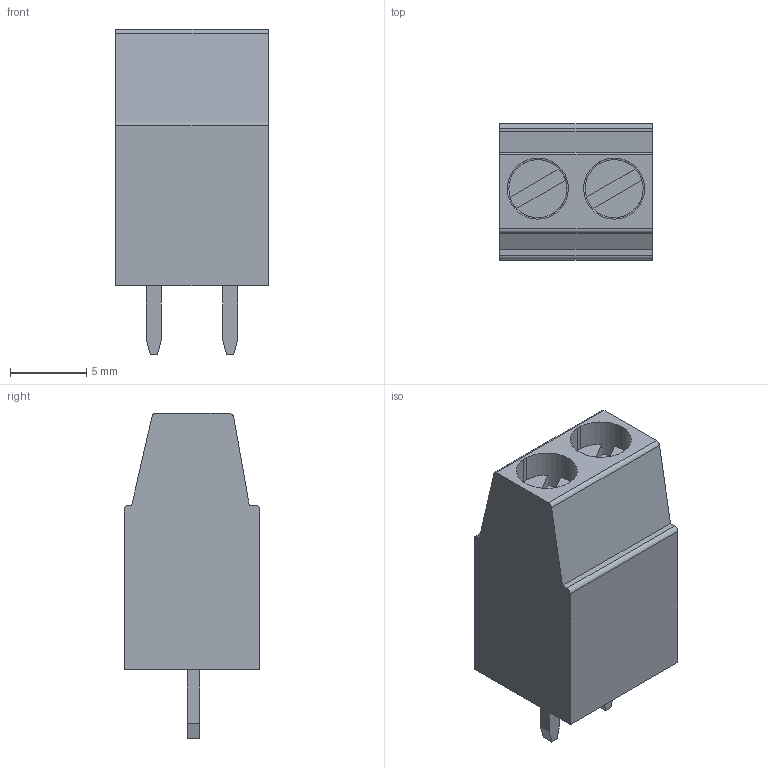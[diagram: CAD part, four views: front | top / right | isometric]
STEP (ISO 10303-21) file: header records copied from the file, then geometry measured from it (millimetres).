
FILE_DESCRIPTION( ( 'STEP AP214' ), '1' );
FILE_NAME( ' ', ' ', ( ' ' ), ( ' ' ), 'PSStep 11.0', 'VISI 17.0', ' ' );
FILE_SCHEMA( ( 'AUTOMOTIVE_DESIGN { 1 0 10303 214 1 1 1 1 }' ) );
Length unit declared in the file: millimetre
Products named in the file (1): 1
Bounding box: 10 x 8.9 x 21.3 mm (x, y, z)
Volume: 1165.8 mm3; surface area: 1118.8 mm2
Topology: 1 solids, 1 shells, 82 faces, 210 edges, 140 vertices
Faces by surface type: plane 68, cylinder 12, cone 2
Full cylindrical faces by diameter (mm): 2.6 x2, 2.85 x2, 3.8 x2
Entity records: 3045 total; most frequent: CARTESIAN_POINT 415, DIRECTION 394, ORIENTED_EDGE 392, EDGE_CURVE 196, LINE 160, VECTOR 160, VERTEX_POINT 134, AXIS2_PLACEMENT_3D 117
